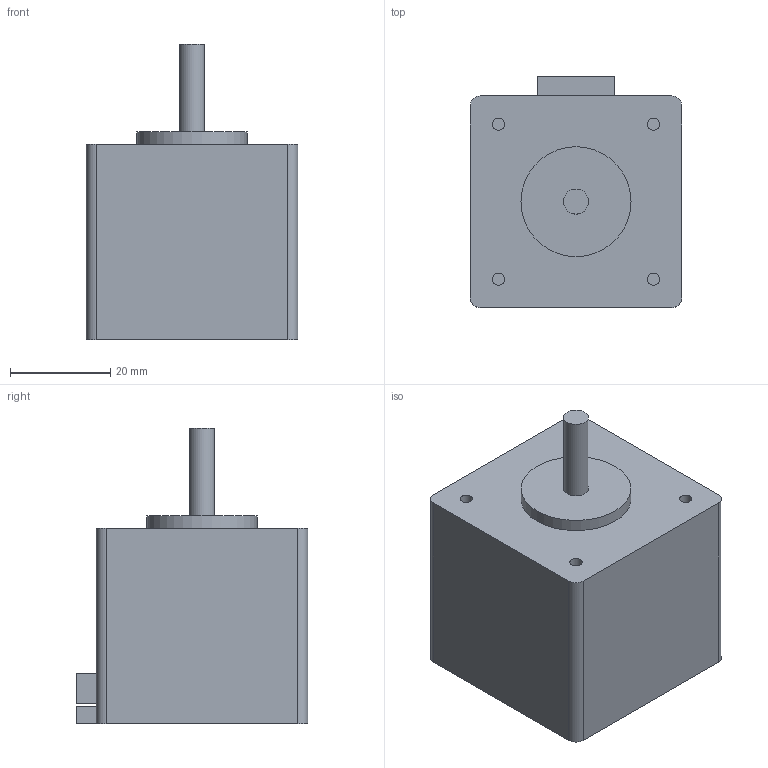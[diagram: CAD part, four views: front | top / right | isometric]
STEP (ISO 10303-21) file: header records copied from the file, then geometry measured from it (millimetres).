
FILE_DESCRIPTION(/* description */ ('Alibre Inc.'),/* implementation_level */ '2;1');
FILE_NAME(/* name */ 'export0',/* time_stamp */ '2015-07-05T22:56:54+12:00',/* author */ (''),/* organization */ (''),/* preprocessor_version */ 'ST-DEVELOPER v14',/* originating_system */ 'Alibre',/* authorisation */ '');
FILE_SCHEMA (('CONFIG_CONTROL_DESIGN'));
Length unit declared in the file: centimetre
Products named in the file (1): EM-ST17
Bounding box: 42.3 x 46.3 x 59 mm (x, y, z)
Volume: 71445.9 mm3; surface area: 10947.3 mm2
Topology: 1 solids, 1 shells, 31 faces, 67 edges, 45 vertices
Faces by surface type: plane 21, cylinder 10
Full cylindrical faces by diameter (mm): 2.459 x4, 5 x1, 22 x1
Entity records: 870 total; most frequent: CARTESIAN_POINT 134, ORIENTED_EDGE 120, DIRECTION 120, EDGE_CURVE 60, AXIS2_PLACEMENT_3D 51, VERTEX_POINT 44, EDGE_LOOP 44, FACE_BOUND 44
